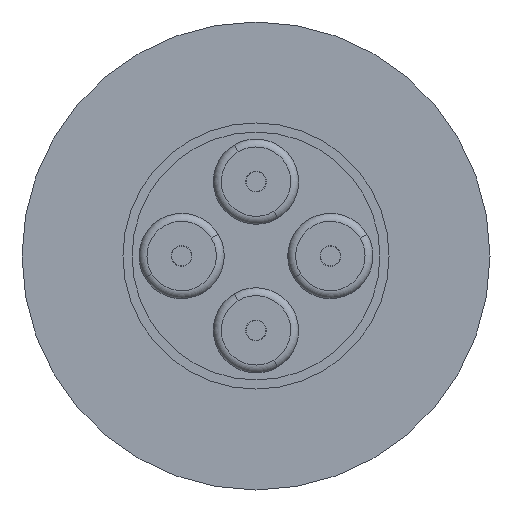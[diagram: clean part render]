
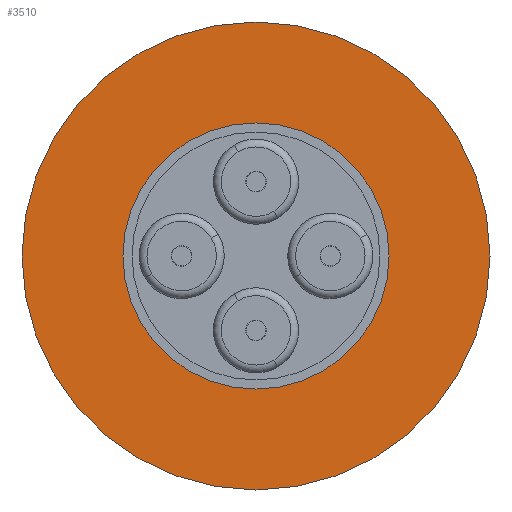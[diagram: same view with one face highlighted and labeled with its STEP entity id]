
A CAD part, front view. The second image highlights one B-rep face of the part: STEP entity #3510.
In plain terms, the highlighted planar face has unit normal (0, -1, 0).
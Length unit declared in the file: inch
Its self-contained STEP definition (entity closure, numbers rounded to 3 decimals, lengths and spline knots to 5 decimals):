
#67 = CARTESIAN_POINT ( 'NONE',  ( -0.3355, 0., 0. ) ) ;
#220 = CIRCLE ( 'NONE', #2218, 0.59 ) ;
#358 = DIRECTION ( 'NONE',  ( 0., -1., 0. ) ) ;
#482 = EDGE_CURVE ( 'NONE', #3355, #2486, #578, .T. ) ;
#578 = CIRCLE ( 'NONE', #708, 0.59 ) ;
#668 = CARTESIAN_POINT ( 'NONE',  ( 0., 0., 0. ) ) ;
#708 = AXIS2_PLACEMENT_3D ( 'NONE', #1851, #358, #3645 ) ;
#759 = CARTESIAN_POINT ( 'NONE',  ( 0.3355, 0., 0. ) ) ;
#761 = DIRECTION ( 'NONE',  ( 0., 1., 0. ) ) ;
#775 = EDGE_CURVE ( 'NONE', #917, #3774, #2760, .T. ) ;
#917 = VERTEX_POINT ( 'NONE', #67 ) ;
#988 = DIRECTION ( 'NONE',  ( 0., -1., 0. ) ) ;
#1115 = EDGE_CURVE ( 'NONE', #3774, #917, #3452, .T. ) ;
#1260 = ORIENTED_EDGE ( 'NONE', *, *, #482, .T. ) ;
#1275 = AXIS2_PLACEMENT_3D ( 'NONE', #1848, #988, #2452 ) ;
#1336 = AXIS2_PLACEMENT_3D ( 'NONE', #1660, #3724, #2554 ) ;
#1398 = CARTESIAN_POINT ( 'NONE',  ( 0.59, 0., 0. ) ) ;
#1403 = ORIENTED_EDGE ( 'NONE', *, *, #1115, .F. ) ;
#1614 = AXIS2_PLACEMENT_3D ( 'NONE', #2883, #761, #1956 ) ;
#1639 = EDGE_CURVE ( 'NONE', #2486, #3355, #220, .T. ) ;
#1660 = CARTESIAN_POINT ( 'NONE',  ( 0., 0., 0. ) ) ;
#1691 = ORIENTED_EDGE ( 'NONE', *, *, #775, .F. ) ;
#1848 = CARTESIAN_POINT ( 'NONE',  ( 0., 0., 0. ) ) ;
#1851 = CARTESIAN_POINT ( 'NONE',  ( 0., 0., 0. ) ) ;
#1956 = DIRECTION ( 'NONE',  ( -1., 0., 0. ) ) ;
#2218 = AXIS2_PLACEMENT_3D ( 'NONE', #668, #2746, #2248 ) ;
#2240 = CARTESIAN_POINT ( 'NONE',  ( -0.59, 0., 0. ) ) ;
#2248 = DIRECTION ( 'NONE',  ( 1., 0., 0. ) ) ;
#2254 = PLANE ( 'NONE',  #1614 ) ;
#2452 = DIRECTION ( 'NONE',  ( 1., 0., 0. ) ) ;
#2486 = VERTEX_POINT ( 'NONE', #1398 ) ;
#2545 = FACE_OUTER_BOUND ( 'NONE', #2664, .T. ) ;
#2554 = DIRECTION ( 'NONE',  ( 1., 0., 0. ) ) ;
#2664 = EDGE_LOOP ( 'NONE', ( #2959, #1260 ) ) ;
#2746 = DIRECTION ( 'NONE',  ( 0., -1., 0. ) ) ;
#2760 = CIRCLE ( 'NONE', #1275, 0.3355 ) ;
#2883 = CARTESIAN_POINT ( 'NONE',  ( -0.3355, 0., 0. ) ) ;
#2959 = ORIENTED_EDGE ( 'NONE', *, *, #1639, .T. ) ;
#3219 = FACE_BOUND ( 'NONE', #3317, .T. ) ;
#3317 = EDGE_LOOP ( 'NONE', ( #1403, #1691 ) ) ;
#3355 = VERTEX_POINT ( 'NONE', #2240 ) ;
#3452 = CIRCLE ( 'NONE', #1336, 0.3355 ) ;
#3510 = ADVANCED_FACE ( 'NONE', ( #3219, #2545 ), #2254, .F. ) ;
#3645 = DIRECTION ( 'NONE',  ( 1., 0., 0. ) ) ;
#3724 = DIRECTION ( 'NONE',  ( 0., -1., 0. ) ) ;
#3774 = VERTEX_POINT ( 'NONE', #759 ) ;
